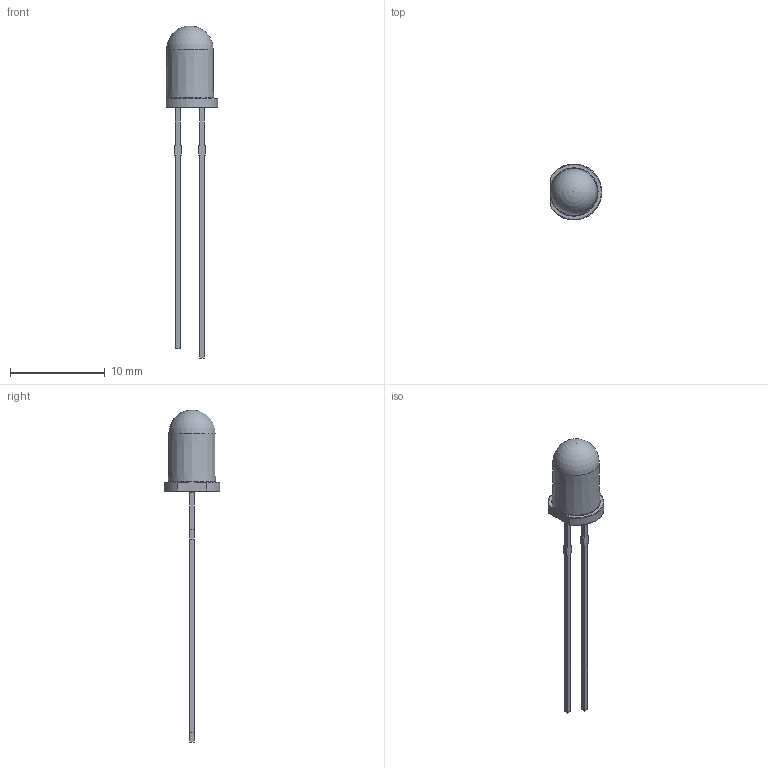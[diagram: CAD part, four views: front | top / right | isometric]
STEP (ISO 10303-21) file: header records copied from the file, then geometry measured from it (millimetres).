
FILE_DESCRIPTION(('CAx-IF Rec.Pracs.---Model Styling and Organization---1.5---2016-08-15','CAx-IF Rec.Pracs.---Geometric and Assembly Validation Properties---4.4---2016-08-17','CAx-IF Rec.Pracs.---User Defined Attributes---1.5---2016-08-15','CAx-IF Rec.Pracs.---External References---2.1---2005-01-19'),'2;1');
FILE_NAME('LED D5 - Yellow-Clear.step','2020-08-21T01:07:44',('Unspecified'),('Unspecified'),'CAD Exchanger 3.8.0 (cadexchanger.com)','Unspecified','');
FILE_SCHEMA(('AUTOMOTIVE_DESIGN { 1 0 10303 214 1 1 1 1 }'));
Length unit declared in the file: millimetre
Products named in the file (1): Led D5 - Yellow
Bounding box: 5.45 x 5.9 x 35 mm (x, y, z)
Volume: 174.3 mm3; surface area: 318.3 mm2
Topology: 2 solids, 2 shells, 101 faces, 304 edges, 197 vertices
Faces by surface type: plane 59, cylinder 22, torus 10, cone 8, sphere 2
Full cylindrical faces by diameter (mm): 0.01 x6
Entity records: 4579 total; most frequent: CARTESIAN_POINT 1159, ORIENTED_EDGE 594, DIRECTION 517, EDGE_CURVE 297, VERTEX_POINT 194, AXIS2_PLACEMENT_3D 174, LINE 169, VECTOR 169
